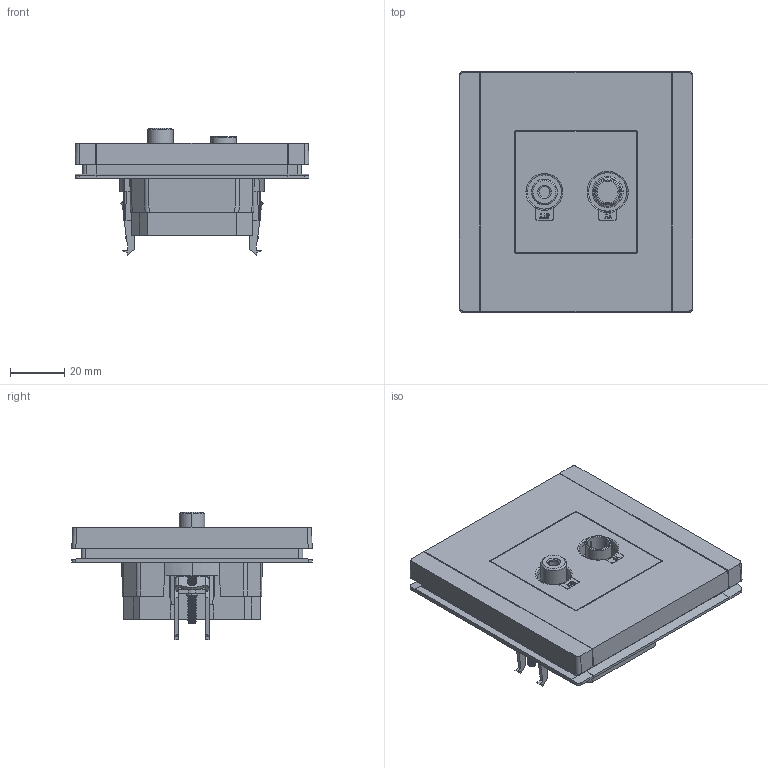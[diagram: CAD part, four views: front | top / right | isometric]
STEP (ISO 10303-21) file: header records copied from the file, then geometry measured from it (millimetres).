
FILE_DESCRIPTION (( 'STEP AP214' ), '1' );
FILE_NAME ('TV+S.STEP', '2025-03-11T13:02:16', ( '' ), ( '' ), 'SwSTEP 2.0', 'SolidWorks 2022', '' );
FILE_SCHEMA (( 'AUTOMOTIVE_DESIGN' ));
Length unit declared in the file: millimetre
Products named in the file (1): TV+S
Bounding box: 86.46 x 89 x 47.01 mm (x, y, z)
Volume: 140372.1 mm3; surface area: 39487.3 mm2
Topology: 1 solids, 7 shells, 1448 faces, 4233 edges, 2790 vertices
Faces by surface type: plane 882, cylinder 477, bspline 51, cone 22, torus 12, sphere 4
Entity records: 81117 total; most frequent: CARTESIAN_POINT 44356, ORIENTED_EDGE 8466, DIRECTION 6639, EDGE_CURVE 4233, VECTOR 2907, LINE 2907, VERTEX_POINT 2790, AXIS2_PLACEMENT_3D 1866
